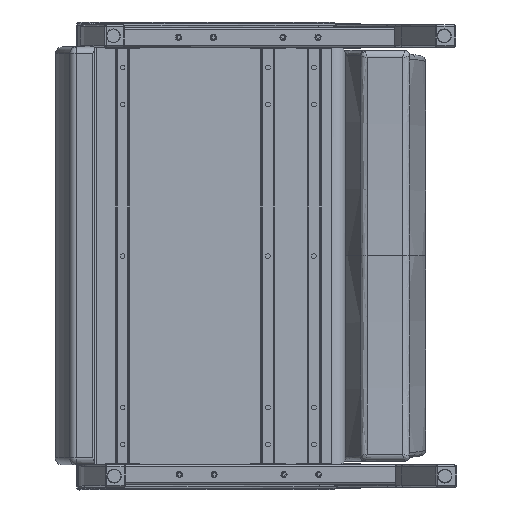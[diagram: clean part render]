
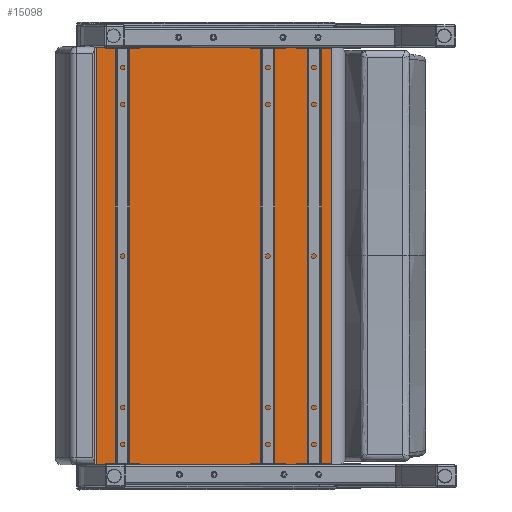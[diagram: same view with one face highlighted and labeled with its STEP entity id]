
A CAD part, front view. The second image highlights one B-rep face of the part: STEP entity #15098.
In plain terms, the highlighted planar face has unit normal (0, -1, 0).
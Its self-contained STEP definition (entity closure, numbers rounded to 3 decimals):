
#1378=PLANE('',#16905);
#2102=LINE('',#47419,#2914);
#2118=LINE('',#47553,#2930);
#2124=LINE('',#47640,#2936);
#2125=LINE('',#47642,#2937);
#2914=VECTOR('',#20846,0.394);
#2930=VECTOR('',#20922,0.394);
#2936=VECTOR('',#20984,0.394);
#2937=VECTOR('',#20987,0.394);
#4062=FACE_OUTER_BOUND('',#5204,.T.);
#5204=EDGE_LOOP('',(#12811,#12812,#12813,#12814));
#7301=VERTEX_POINT('',#47407);
#7302=VERTEX_POINT('',#47418);
#7326=VERTEX_POINT('',#47541);
#7327=VERTEX_POINT('',#47552);
#9144=EDGE_CURVE('',#7301,#7302,#2102,.T.);
#9183=EDGE_CURVE('',#7326,#7327,#2118,.T.);
#9208=EDGE_CURVE('',#7326,#7302,#2124,.T.);
#9209=EDGE_CURVE('',#7327,#7301,#2125,.T.);
#12811=ORIENTED_EDGE('',*,*,#9144,.F.);
#12812=ORIENTED_EDGE('',*,*,#9209,.F.);
#12813=ORIENTED_EDGE('',*,*,#9183,.F.);
#12814=ORIENTED_EDGE('',*,*,#9208,.T.);
#15098=ADVANCED_FACE('',(#4062),#1378,.T.);
#16905=AXIS2_PLACEMENT_3D('',#47641,#20985,#20986);
#20846=DIRECTION('',(1.,0.,0.));
#20922=DIRECTION('',(-1.,0.,0.));
#20984=DIRECTION('',(0.,0.,1.));
#20985=DIRECTION('center_axis',(0.,-1.,0.));
#20986=DIRECTION('ref_axis',(1.,0.,0.));
#20987=DIRECTION('',(0.,0.,1.));
#47407=CARTESIAN_POINT('',(-12.083,0.797,29.966));
#47418=CARTESIAN_POINT('',(4.791,0.797,29.966));
#47419=CARTESIAN_POINT('',(-9.146,0.797,29.966));
#47541=CARTESIAN_POINT('',(4.791,0.797,0.034));
#47552=CARTESIAN_POINT('',(-12.083,0.797,0.034));
#47553=CARTESIAN_POINT('',(-9.146,0.797,0.034));
#47640=CARTESIAN_POINT('',(4.791,0.797,0.));
#47641=CARTESIAN_POINT('Origin',(-12.083,0.797,0.));
#47642=CARTESIAN_POINT('',(-12.083,0.797,0.));
